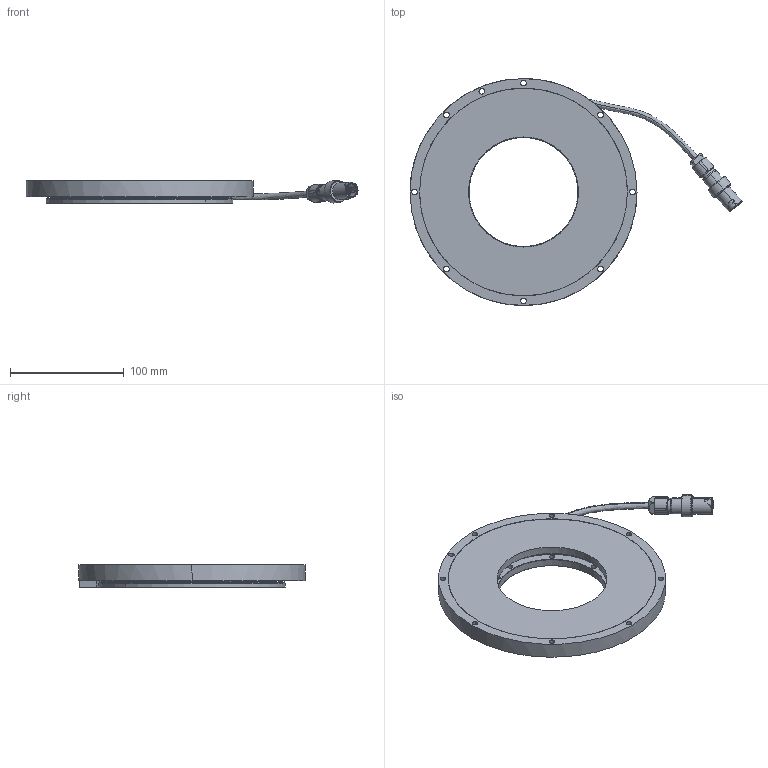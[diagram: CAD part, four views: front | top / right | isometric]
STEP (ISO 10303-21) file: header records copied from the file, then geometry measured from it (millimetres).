
FILE_DESCRIPTION(('CATIA V5 STEP'),'2;1');
FILE_NAME('RS87-1024EGA_3d.stp','2012-02-29T04:48:55+00:00',('none'),('none'),'CATIA Version 5 Release 19 SP 6 (IN-10)','CATIA V5 STEP AP214','none');
FILE_SCHEMA(('AUTOMOTIVE_DESIGN { 1 0 10303 214 1 1 1 1 }'));
Length unit declared in the file: millimetre
Products named in the file (1): RS87-1024EGA_3d
Bounding box: 292.51 x 200 x 20.28 mm (x, y, z)
Volume: 397109.7 mm3; surface area: 105916 mm2
Topology: 2 solids, 2 shells, 460 faces, 1913 edges, 1470 vertices
Faces by surface type: plane 228, cylinder 132, revolution 64, bspline 36
Entity records: 24267 total; most frequent: CARTESIAN_POINT 9902, ORIENTED_EDGE 3774, EDGE_CURVE 1887, DIRECTION 1838, VERTEX_POINT 1470, B_SPLINE_CURVE_WITH_KNOTS 828, AXIS2_PLACEMENT_3D 758, VECTOR 657
